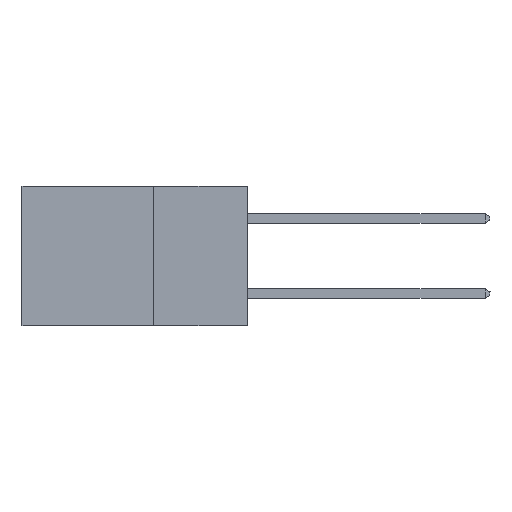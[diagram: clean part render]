
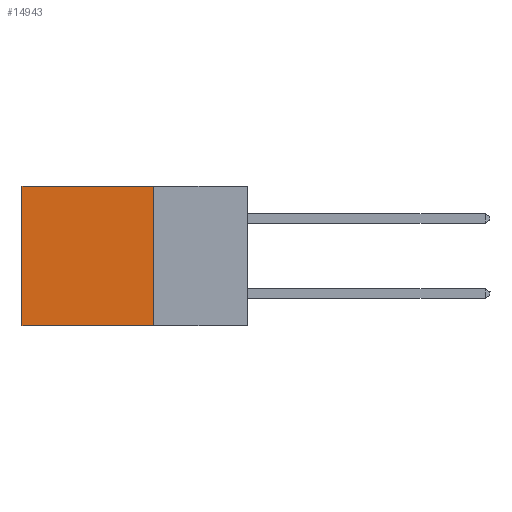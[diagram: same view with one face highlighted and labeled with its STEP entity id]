
A CAD part, left-side view. The second image highlights one B-rep face of the part: STEP entity #14943.
In plain terms, the highlighted planar face has unit normal (-1, 0, 0).
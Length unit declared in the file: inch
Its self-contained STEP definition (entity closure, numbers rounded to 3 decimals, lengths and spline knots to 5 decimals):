
#84 = VERTEX_POINT ( 'NONE', #20648 ) ;
#541 = CARTESIAN_POINT ( 'NONE',  ( 0.2615, 0.25, -0.37 ) ) ;
#746 = ORIENTED_EDGE ( 'NONE', *, *, #5835, .T. ) ;
#1532 = LINE ( 'NONE', #3964, #20298 ) ;
#1828 = EDGE_CURVE ( 'NONE', #17543, #84, #14024, .T. ) ;
#2812 = ORIENTED_EDGE ( 'NONE', *, *, #21682, .T. ) ;
#3447 = CARTESIAN_POINT ( 'NONE',  ( 0.2615, 0.25, -0.37 ) ) ;
#3491 = VERTEX_POINT ( 'NONE', #12774 ) ;
#3964 = CARTESIAN_POINT ( 'NONE',  ( 0.2615, 0.6, -0.37 ) ) ;
#4235 = DIRECTION ( 'NONE',  ( 0., 0., -1. ) ) ;
#4323 = VECTOR ( 'NONE', #13430, 39.37008 ) ;
#5835 = EDGE_CURVE ( 'NONE', #7448, #84, #1532, .T. ) ;
#7410 = CARTESIAN_POINT ( 'NONE',  ( 0.2615, 0.25, -0.37 ) ) ;
#7448 = VERTEX_POINT ( 'NONE', #14535 ) ;
#7660 = DIRECTION ( 'NONE',  ( 0., 0., -1. ) ) ;
#8258 = LINE ( 'NONE', #22470, #12561 ) ;
#8615 = ORIENTED_EDGE ( 'NONE', *, *, #8891, .F. ) ;
#8891 = EDGE_CURVE ( 'NONE', #3491, #17543, #12397, .T. ) ;
#9889 = DIRECTION ( 'NONE',  ( 0., 1., 0. ) ) ;
#11361 = EDGE_LOOP ( 'NONE', ( #746, #15442, #8615, #2812 ) ) ;
#12397 = LINE ( 'NONE', #7410, #21919 ) ;
#12561 = VECTOR ( 'NONE', #9889, 39.37008 ) ;
#12774 = CARTESIAN_POINT ( 'NONE',  ( 0.2615, 0.25, 0. ) ) ;
#13367 = PLANE ( 'NONE',  #16289 ) ;
#13430 = DIRECTION ( 'NONE',  ( 0., 1., 0. ) ) ;
#14024 = LINE ( 'NONE', #14238, #4323 ) ;
#14238 = CARTESIAN_POINT ( 'NONE',  ( 0.2615, 0.25, -0.37 ) ) ;
#14499 = FACE_OUTER_BOUND ( 'NONE', #11361, .T. ) ;
#14535 = CARTESIAN_POINT ( 'NONE',  ( 0.2615, 0.6, 0. ) ) ;
#14943 = ADVANCED_FACE ( 'NONE', ( #14499 ), #13367, .F. ) ;
#15146 = DIRECTION ( 'NONE',  ( 1., 0., 0. ) ) ;
#15442 = ORIENTED_EDGE ( 'NONE', *, *, #1828, .F. ) ;
#16289 = AXIS2_PLACEMENT_3D ( 'NONE', #541, #15146, #4235 ) ;
#17543 = VERTEX_POINT ( 'NONE', #3447 ) ;
#20069 = DIRECTION ( 'NONE',  ( 0., 0., -1. ) ) ;
#20298 = VECTOR ( 'NONE', #7660, 39.37008 ) ;
#20648 = CARTESIAN_POINT ( 'NONE',  ( 0.2615, 0.6, -0.37 ) ) ;
#21682 = EDGE_CURVE ( 'NONE', #3491, #7448, #8258, .T. ) ;
#21919 = VECTOR ( 'NONE', #20069, 39.37008 ) ;
#22470 = CARTESIAN_POINT ( 'NONE',  ( 0.2615, 0.25, 0. ) ) ;
